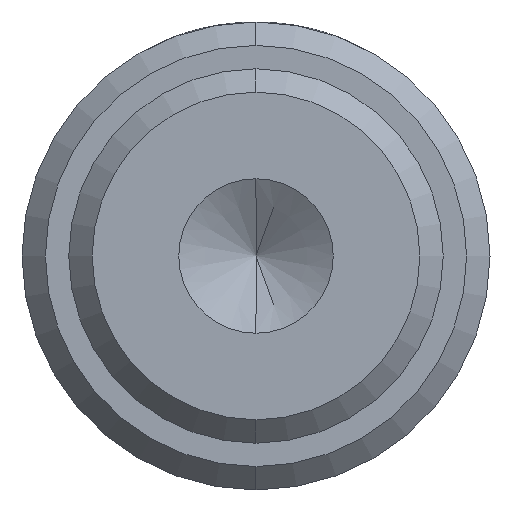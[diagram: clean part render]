
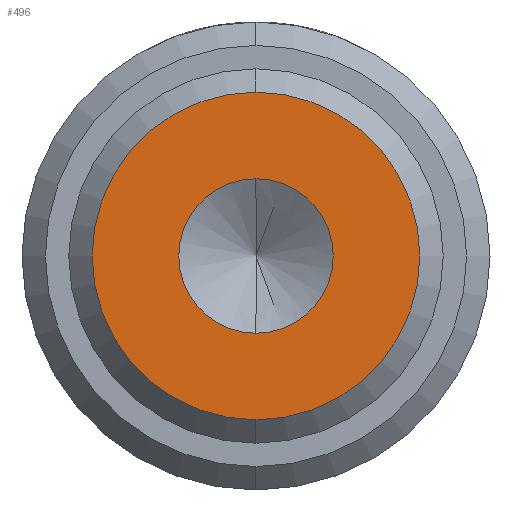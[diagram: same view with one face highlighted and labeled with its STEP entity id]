
A CAD part, left-side view. The second image highlights one B-rep face of the part: STEP entity #496.
In plain terms, the highlighted planar face has unit normal (-1, 0, 0).
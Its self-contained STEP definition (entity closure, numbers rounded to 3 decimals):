
#1 = DIRECTION ( 'NONE',  ( 0., 0., 1. ) ) ;
#47 = CARTESIAN_POINT ( 'NONE',  ( -35., 0., 0. ) ) ;
#106 = DIRECTION ( 'NONE',  ( -1., 0., 0. ) ) ;
#120 = VERTEX_POINT ( 'NONE', #303 ) ;
#128 = DIRECTION ( 'NONE',  ( -1., 0., 0. ) ) ;
#183 = DIRECTION ( 'NONE',  ( 0., 0., 1. ) ) ;
#185 = CARTESIAN_POINT ( 'NONE',  ( -35., 0., 1.65 ) ) ;
#206 = VERTEX_POINT ( 'NONE', #185 ) ;
#230 = VERTEX_POINT ( 'NONE', #881 ) ;
#235 = AXIS2_PLACEMENT_3D ( 'NONE', #805, #106, #183 ) ;
#237 = CIRCLE ( 'NONE', #235, 3.5 ) ;
#250 = ORIENTED_EDGE ( 'NONE', *, *, #485, .T. ) ;
#254 = AXIS2_PLACEMENT_3D ( 'NONE', #285, #487, #416 ) ;
#255 = FACE_BOUND ( 'NONE', #383, .T. ) ;
#258 = DIRECTION ( 'NONE',  ( -1., 0., 0. ) ) ;
#263 = ORIENTED_EDGE ( 'NONE', *, *, #457, .F. ) ;
#264 = EDGE_CURVE ( 'NONE', #230, #120, #237, .T. ) ;
#275 = ORIENTED_EDGE ( 'NONE', *, *, #264, .T. ) ;
#285 = CARTESIAN_POINT ( 'NONE',  ( -35., 0., 0. ) ) ;
#288 = DIRECTION ( 'NONE',  ( -1., 0., 0. ) ) ;
#303 = CARTESIAN_POINT ( 'NONE',  ( -35., 0., -3.5 ) ) ;
#320 = AXIS2_PLACEMENT_3D ( 'NONE', #47, #258, #482 ) ;
#342 = EDGE_CURVE ( 'NONE', #587, #206, #612, .T. ) ;
#355 = FACE_OUTER_BOUND ( 'NONE', #525, .T. ) ;
#383 = EDGE_LOOP ( 'NONE', ( #263, #651 ) ) ;
#407 = CARTESIAN_POINT ( 'NONE',  ( -35., 0., 0. ) ) ;
#416 = DIRECTION ( 'NONE',  ( 0., 0., 1. ) ) ;
#453 = AXIS2_PLACEMENT_3D ( 'NONE', #407, #128, #673 ) ;
#457 = EDGE_CURVE ( 'NONE', #206, #587, #718, .T. ) ;
#482 = DIRECTION ( 'NONE',  ( 0., 0., 1. ) ) ;
#485 = EDGE_CURVE ( 'NONE', #120, #230, #812, .T. ) ;
#487 = DIRECTION ( 'NONE',  ( -1., 0., 0. ) ) ;
#496 = ADVANCED_FACE ( 'NONE', ( #255, #355 ), #828, .T. ) ;
#525 = EDGE_LOOP ( 'NONE', ( #250, #275 ) ) ;
#584 = AXIS2_PLACEMENT_3D ( 'NONE', #629, #288, #1 ) ;
#587 = VERTEX_POINT ( 'NONE', #692 ) ;
#612 = CIRCLE ( 'NONE', #320, 1.65 ) ;
#629 = CARTESIAN_POINT ( 'NONE',  ( -35., 0., 0. ) ) ;
#651 = ORIENTED_EDGE ( 'NONE', *, *, #342, .F. ) ;
#673 = DIRECTION ( 'NONE',  ( 0., 0., 1. ) ) ;
#692 = CARTESIAN_POINT ( 'NONE',  ( -35., 0., -1.65 ) ) ;
#718 = CIRCLE ( 'NONE', #453, 1.65 ) ;
#805 = CARTESIAN_POINT ( 'NONE',  ( -35., 0., 0. ) ) ;
#812 = CIRCLE ( 'NONE', #584, 3.5 ) ;
#828 = PLANE ( 'NONE',  #254 ) ;
#881 = CARTESIAN_POINT ( 'NONE',  ( -35., 0., 3.5 ) ) ;
